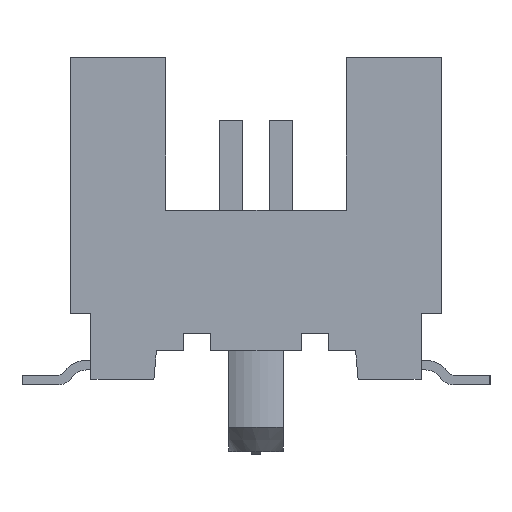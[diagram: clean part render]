
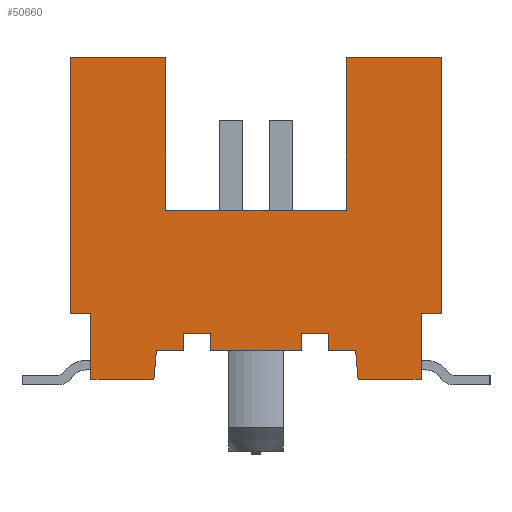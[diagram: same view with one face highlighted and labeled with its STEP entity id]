
A CAD part, left-side view. The second image highlights one B-rep face of the part: STEP entity #50660.
In plain terms, the highlighted planar face has unit normal (-1, 0, 0).
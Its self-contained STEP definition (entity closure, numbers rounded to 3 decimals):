
#49235=CARTESIAN_POINT('',(-25.4,1.346,0.635));
#49236=VERTEX_POINT('',#49235);
#49243=CARTESIAN_POINT('',(-25.4,1.854,0.635));
#49244=VERTEX_POINT('',#49243);
#49245=CARTESIAN_POINT('',(-25.4,1.854,0.635));
#49246=DIRECTION('',(0.0,-1.0,0.0));
#49247=VECTOR('',#49246,0.508);
#49248=LINE('',#49245,#49247);
#49249=EDGE_CURVE('',#49244,#49236,#49248,.T.);
#49837=CARTESIAN_POINT('',(-25.4,3.454,1.321));
#49838=VERTEX_POINT('',#49837);
#49845=CARTESIAN_POINT('',(-25.4,3.454,6.096));
#49846=VERTEX_POINT('',#49845);
#49847=CARTESIAN_POINT('',(-25.4,3.454,6.096));
#49848=DIRECTION('',(0.0,0.0,-1.0));
#49849=VECTOR('',#49848,4.775);
#49850=LINE('',#49847,#49849);
#49851=EDGE_CURVE('',#49846,#49838,#49850,.T.);
#49981=CARTESIAN_POINT('',(-25.4,3.073,1.321));
#49982=VERTEX_POINT('',#49981);
#49989=CARTESIAN_POINT('',(-25.4,3.454,1.321));
#49990=DIRECTION('',(0.0,-1.0,0.0));
#49991=VECTOR('',#49990,0.381);
#49992=LINE('',#49989,#49991);
#49993=EDGE_CURVE('',#49838,#49982,#49992,.T.);
#50160=CARTESIAN_POINT('',(-25.4,3.073,0.102));
#50161=VERTEX_POINT('',#50160);
#50168=CARTESIAN_POINT('',(-25.4,3.073,1.321));
#50169=DIRECTION('',(0.0,0.0,-1.0));
#50170=VECTOR('',#50169,1.219);
#50171=LINE('',#50168,#50170);
#50172=EDGE_CURVE('',#49982,#50161,#50171,.T.);
#50493=CARTESIAN_POINT('',(-25.4,3.8,-0.198));
#50494=DIRECTION('',(-1.0,0.0,0.0));
#50495=DIRECTION('',(0.0,-1.0,0.0));
#50496=AXIS2_PLACEMENT_3D('',#50493,#50494,#50495);
#50497=PLANE('',#50496);
#50498=ORIENTED_EDGE('',*,*,#49993,.T.);
#50499=ORIENTED_EDGE('',*,*,#50172,.T.);
#50500=CARTESIAN_POINT('',(-25.4,1.901,0.102));
#50501=VERTEX_POINT('',#50500);
#50502=CARTESIAN_POINT('',(-25.4,3.073,0.102));
#50503=DIRECTION('',(0.0,-1.0,0.0));
#50504=VECTOR('',#50503,1.173);
#50505=LINE('',#50502,#50504);
#50506=EDGE_CURVE('',#50161,#50501,#50505,.T.);
#50507=ORIENTED_EDGE('',*,*,#50506,.T.);
#50508=CARTESIAN_POINT('',(-25.4,1.901,0.102));
#50509=DIRECTION('',(0.0,-0.087,0.996));
#50510=VECTOR('',#50509,0.535);
#50511=LINE('',#50508,#50510);
#50512=EDGE_CURVE('',#50501,#49244,#50511,.T.);
#50513=ORIENTED_EDGE('',*,*,#50512,.T.);
#50514=ORIENTED_EDGE('',*,*,#49249,.T.);
#50515=CARTESIAN_POINT('',(-25.4,1.346,0.965));
#50516=VERTEX_POINT('',#50515);
#50517=CARTESIAN_POINT('',(-25.4,1.346,0.635));
#50518=DIRECTION('',(0.0,0.0,1.0));
#50519=VECTOR('',#50518,0.33);
#50520=LINE('',#50517,#50519);
#50521=EDGE_CURVE('',#49236,#50516,#50520,.T.);
#50522=ORIENTED_EDGE('',*,*,#50521,.T.);
#50523=CARTESIAN_POINT('',(-25.4,0.838,0.965));
#50524=VERTEX_POINT('',#50523);
#50525=CARTESIAN_POINT('',(-25.4,1.346,0.965));
#50526=DIRECTION('',(0.0,-1.0,0.0));
#50527=VECTOR('',#50526,0.508);
#50528=LINE('',#50525,#50527);
#50529=EDGE_CURVE('',#50516,#50524,#50528,.T.);
#50530=ORIENTED_EDGE('',*,*,#50529,.T.);
#50531=CARTESIAN_POINT('',(-25.4,0.838,0.635));
#50532=VERTEX_POINT('',#50531);
#50533=CARTESIAN_POINT('',(-25.4,0.838,0.965));
#50534=DIRECTION('',(0.0,0.0,-1.0));
#50535=VECTOR('',#50534,0.33);
#50536=LINE('',#50533,#50535);
#50537=EDGE_CURVE('',#50524,#50532,#50536,.T.);
#50538=ORIENTED_EDGE('',*,*,#50537,.T.);
#50539=CARTESIAN_POINT('',(-25.4,-0.838,0.635));
#50540=VERTEX_POINT('',#50539);
#50541=CARTESIAN_POINT('',(-25.4,0.838,0.635));
#50542=DIRECTION('',(0.0,-1.0,0.0));
#50543=VECTOR('',#50542,1.676);
#50544=LINE('',#50541,#50543);
#50545=EDGE_CURVE('',#50532,#50540,#50544,.T.);
#50546=ORIENTED_EDGE('',*,*,#50545,.T.);
#50547=CARTESIAN_POINT('',(-25.4,-0.838,0.965));
#50548=VERTEX_POINT('',#50547);
#50549=CARTESIAN_POINT('',(-25.4,-0.838,0.635));
#50550=DIRECTION('',(0.0,0.0,1.0));
#50551=VECTOR('',#50550,0.33);
#50552=LINE('',#50549,#50551);
#50553=EDGE_CURVE('',#50540,#50548,#50552,.T.);
#50554=ORIENTED_EDGE('',*,*,#50553,.T.);
#50555=CARTESIAN_POINT('',(-25.4,-1.346,0.965));
#50556=VERTEX_POINT('',#50555);
#50557=CARTESIAN_POINT('',(-25.4,-0.838,0.965));
#50558=DIRECTION('',(0.0,-1.0,0.0));
#50559=VECTOR('',#50558,0.508);
#50560=LINE('',#50557,#50559);
#50561=EDGE_CURVE('',#50548,#50556,#50560,.T.);
#50562=ORIENTED_EDGE('',*,*,#50561,.T.);
#50563=CARTESIAN_POINT('',(-25.4,-1.346,0.635));
#50564=VERTEX_POINT('',#50563);
#50565=CARTESIAN_POINT('',(-25.4,-1.346,0.965));
#50566=DIRECTION('',(0.0,0.0,-1.0));
#50567=VECTOR('',#50566,0.33);
#50568=LINE('',#50565,#50567);
#50569=EDGE_CURVE('',#50556,#50564,#50568,.T.);
#50570=ORIENTED_EDGE('',*,*,#50569,.T.);
#50571=CARTESIAN_POINT('',(-25.4,-1.854,0.635));
#50572=VERTEX_POINT('',#50571);
#50573=CARTESIAN_POINT('',(-25.4,-1.346,0.635));
#50574=DIRECTION('',(0.0,-1.0,0.0));
#50575=VECTOR('',#50574,0.508);
#50576=LINE('',#50573,#50575);
#50577=EDGE_CURVE('',#50564,#50572,#50576,.T.);
#50578=ORIENTED_EDGE('',*,*,#50577,.T.);
#50579=CARTESIAN_POINT('',(-25.4,-1.901,0.102));
#50580=VERTEX_POINT('',#50579);
#50581=CARTESIAN_POINT('',(-25.4,-1.854,0.635));
#50582=DIRECTION('',(0.0,-0.087,-0.996));
#50583=VECTOR('',#50582,0.535);
#50584=LINE('',#50581,#50583);
#50585=EDGE_CURVE('',#50572,#50580,#50584,.T.);
#50586=ORIENTED_EDGE('',*,*,#50585,.T.);
#50587=CARTESIAN_POINT('',(-25.4,-3.073,0.102));
#50588=VERTEX_POINT('',#50587);
#50589=CARTESIAN_POINT('',(-25.4,-1.901,0.102));
#50590=DIRECTION('',(0.0,-1.0,0.0));
#50591=VECTOR('',#50590,1.173);
#50592=LINE('',#50589,#50591);
#50593=EDGE_CURVE('',#50580,#50588,#50592,.T.);
#50594=ORIENTED_EDGE('',*,*,#50593,.T.);
#50595=CARTESIAN_POINT('',(-25.4,-3.073,1.321));
#50596=VERTEX_POINT('',#50595);
#50597=CARTESIAN_POINT('',(-25.4,-3.073,0.102));
#50598=DIRECTION('',(0.0,0.0,1.0));
#50599=VECTOR('',#50598,1.219);
#50600=LINE('',#50597,#50599);
#50601=EDGE_CURVE('',#50588,#50596,#50600,.T.);
#50602=ORIENTED_EDGE('',*,*,#50601,.T.);
#50603=CARTESIAN_POINT('',(-25.4,-3.454,1.321));
#50604=VERTEX_POINT('',#50603);
#50605=CARTESIAN_POINT('',(-25.4,-3.073,1.321));
#50606=DIRECTION('',(0.0,-1.0,0.0));
#50607=VECTOR('',#50606,0.381);
#50608=LINE('',#50605,#50607);
#50609=EDGE_CURVE('',#50596,#50604,#50608,.T.);
#50610=ORIENTED_EDGE('',*,*,#50609,.T.);
#50611=CARTESIAN_POINT('',(-25.4,-3.454,6.096));
#50612=VERTEX_POINT('',#50611);
#50613=CARTESIAN_POINT('',(-25.4,-3.454,1.321));
#50614=DIRECTION('',(0.0,0.0,1.0));
#50615=VECTOR('',#50614,4.775);
#50616=LINE('',#50613,#50615);
#50617=EDGE_CURVE('',#50604,#50612,#50616,.T.);
#50618=ORIENTED_EDGE('',*,*,#50617,.T.);
#50619=CARTESIAN_POINT('',(-25.4,-1.676,6.096));
#50620=VERTEX_POINT('',#50619);
#50621=CARTESIAN_POINT('',(-25.4,-3.454,6.096));
#50622=DIRECTION('',(0.0,1.0,0.0));
#50623=VECTOR('',#50622,1.778);
#50624=LINE('',#50621,#50623);
#50625=EDGE_CURVE('',#50612,#50620,#50624,.T.);
#50626=ORIENTED_EDGE('',*,*,#50625,.T.);
#50627=CARTESIAN_POINT('',(-25.4,-1.676,3.251));
#50628=VERTEX_POINT('',#50627);
#50629=CARTESIAN_POINT('',(-25.4,-1.676,6.096));
#50630=DIRECTION('',(0.0,0.0,-1.0));
#50631=VECTOR('',#50630,2.845);
#50632=LINE('',#50629,#50631);
#50633=EDGE_CURVE('',#50620,#50628,#50632,.T.);
#50634=ORIENTED_EDGE('',*,*,#50633,.T.);
#50635=CARTESIAN_POINT('',(-25.4,1.676,3.251));
#50636=VERTEX_POINT('',#50635);
#50637=CARTESIAN_POINT('',(-25.4,-1.676,3.251));
#50638=DIRECTION('',(0.0,1.0,0.0));
#50639=VECTOR('',#50638,3.353);
#50640=LINE('',#50637,#50639);
#50641=EDGE_CURVE('',#50628,#50636,#50640,.T.);
#50642=ORIENTED_EDGE('',*,*,#50641,.T.);
#50643=CARTESIAN_POINT('',(-25.4,1.676,6.096));
#50644=VERTEX_POINT('',#50643);
#50645=CARTESIAN_POINT('',(-25.4,1.676,3.251));
#50646=DIRECTION('',(0.0,0.0,1.0));
#50647=VECTOR('',#50646,2.845);
#50648=LINE('',#50645,#50647);
#50649=EDGE_CURVE('',#50636,#50644,#50648,.T.);
#50650=ORIENTED_EDGE('',*,*,#50649,.T.);
#50651=CARTESIAN_POINT('',(-25.4,1.676,6.096));
#50652=DIRECTION('',(0.0,1.0,0.0));
#50653=VECTOR('',#50652,1.778);
#50654=LINE('',#50651,#50653);
#50655=EDGE_CURVE('',#50644,#49846,#50654,.T.);
#50656=ORIENTED_EDGE('',*,*,#50655,.T.);
#50657=ORIENTED_EDGE('',*,*,#49851,.T.);
#50658=EDGE_LOOP('',(#50498,#50499,#50507,#50513,#50514,#50522,#50530,#50538,#50546,#50554,#50562,#50570,#50578,#50586,#50594,#50602,#50610,#50618,#50626,#50634,#50642,#50650,#50656,#50657));
#50659=FACE_OUTER_BOUND('',#50658,.T.);
#50660=ADVANCED_FACE('',(#50659),#50497,.T.);
